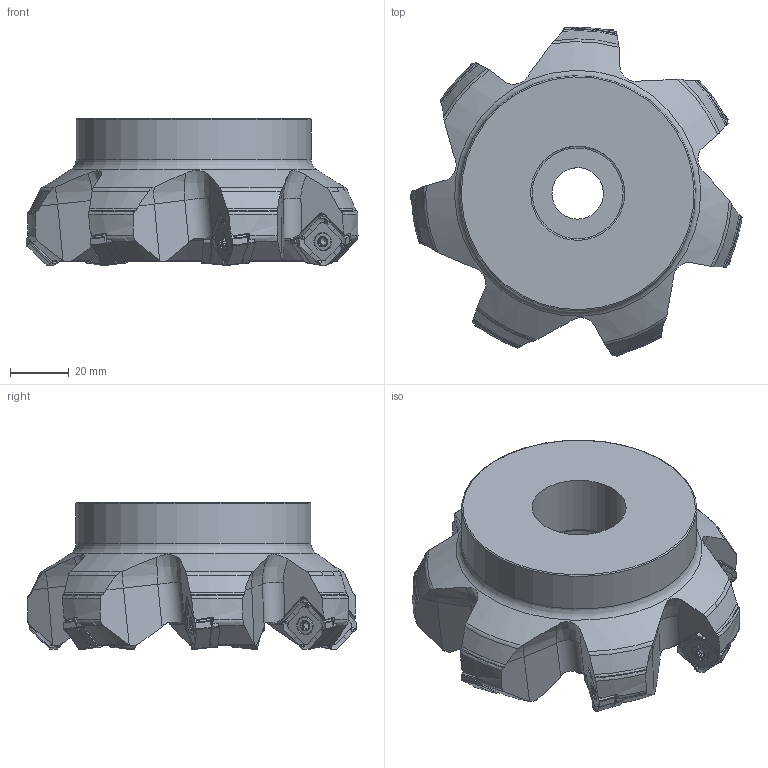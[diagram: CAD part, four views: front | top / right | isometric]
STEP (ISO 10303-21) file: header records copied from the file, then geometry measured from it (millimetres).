
FILE_DESCRIPTION(/* description */ (''),/* implementation_level */ '2;1');
FILE_NAME(/* name */ 'toolassembly_1.stp',/* time_stamp */ '2019-01-25T11:33:55+01:00',/* author */ (''),/* organization */ ('SMS'),/* preprocessor_version */ 'ST-DEVELOPER v15',/* originating_system */ 'SIEMENS PLM Software NX 8.5',/* authorisation */ '');
FILE_SCHEMA (('AUTOMOTIVE_DESIGN { 1 0 10303 214 3 1 1 1 }'));
Products named in the file (4): ASSEMBLY_CONSTRUCTION; CUT_20190125113228; NOCUT_20190125113200; TOOLASSEMBLY_1
Assembly tree (9 placements, depth 2):
  TOOLASSEMBLY_1
    NOCUT_20190125113200
    CUT_20190125113228  x7
    ASSEMBLY_CONSTRUCTION
Bounding box: 112.94 x 111.98 x 50 mm (x, y, z)
Volume: 239922.2 mm3; surface area: 39309.4 mm2
Topology: 8 solids, 8 shells, 3595 faces, 8966 edges, 5420 vertices
Faces by surface type: bspline 1064, cylinder 992, plane 753, torus 301, cone 289, extrusion 140, sphere 56
Full cylindrical faces by diameter (mm): 3.5 x7, 4 x7, 4.8 x7, 5.7 x7, 17.5 x1, 27 x1, 32.012 x1, 32.5 x1, 80 x1
Entity records: 113760 total; most frequent: CARTESIAN_POINT 46465, ORIENTED_EDGE 14888, DIRECTION 13358, EDGE_CURVE 7444, AXIS2_PLACEMENT_3D 5552, VERTEX_POINT 4494, EDGE_LOOP 3165, ADVANCED_FACE 3061
